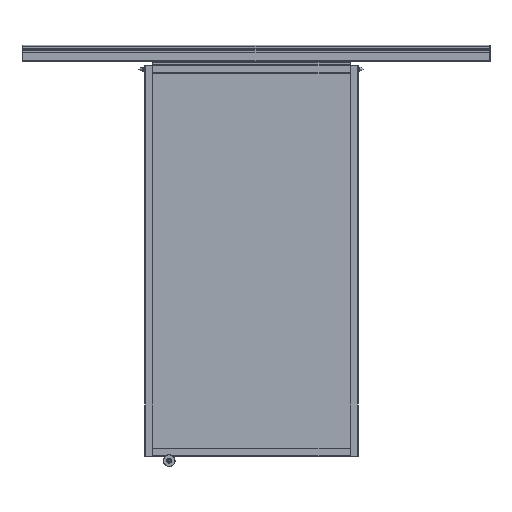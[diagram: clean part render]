
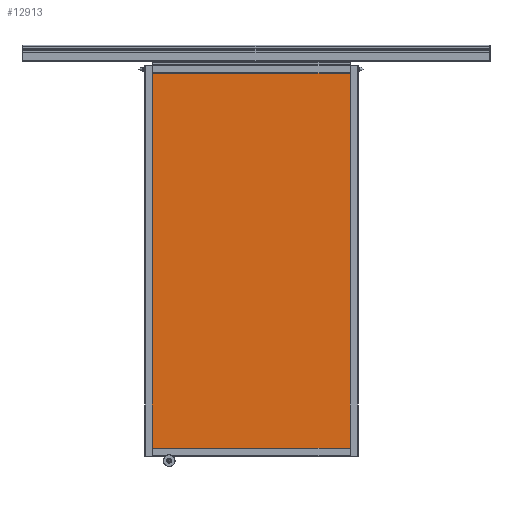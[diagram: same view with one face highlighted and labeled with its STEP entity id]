
A CAD part, front view. The second image highlights one B-rep face of the part: STEP entity #12913.
In plain terms, the highlighted planar face has unit normal (0, -1, 0).
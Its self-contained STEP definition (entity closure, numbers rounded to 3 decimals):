
#1833=FACE_OUTER_BOUND('',#2589,.T.);
#2589=EDGE_LOOP('',(#8785,#8786,#8787,#8788));
#3569=LINE('',#19523,#4585);
#3570=LINE('',#19525,#4586);
#3571=LINE('',#19527,#4587);
#3572=LINE('',#19528,#4588);
#4585=VECTOR('',#15307,1950.);
#4586=VECTOR('',#15308,1050.);
#4587=VECTOR('',#15309,1950.);
#4588=VECTOR('',#15310,1050.);
#5601=VERTEX_POINT('',#19521);
#5602=VERTEX_POINT('',#19522);
#5603=VERTEX_POINT('',#19524);
#5604=VERTEX_POINT('',#19526);
#6909=EDGE_CURVE('',#5601,#5602,#3569,.T.);
#6910=EDGE_CURVE('',#5603,#5601,#3570,.T.);
#6911=EDGE_CURVE('',#5604,#5603,#3571,.T.);
#6912=EDGE_CURVE('',#5602,#5604,#3572,.T.);
#8785=ORIENTED_EDGE('',*,*,#6909,.F.);
#8786=ORIENTED_EDGE('',*,*,#6910,.F.);
#8787=ORIENTED_EDGE('',*,*,#6911,.F.);
#8788=ORIENTED_EDGE('',*,*,#6912,.F.);
#12569=PLANE('',#13704);
#12913=ADVANCED_FACE('',(#1833),#12569,.F.);
#13704=AXIS2_PLACEMENT_3D('',#19520,#15305,#15306);
#15305=DIRECTION('center_axis',(0.,1.,0.));
#15306=DIRECTION('ref_axis',(0.,0.,1.));
#15307=DIRECTION('',(0.,0.,1.));
#15308=DIRECTION('',(-1.,0.,0.));
#15309=DIRECTION('',(0.,0.,-1.));
#15310=DIRECTION('',(1.,0.,0.));
#19520=CARTESIAN_POINT('Origin',(0.,-2.,0.));
#19521=CARTESIAN_POINT('',(-525.,-2.,-975.));
#19522=CARTESIAN_POINT('',(-525.,-2.,975.));
#19523=CARTESIAN_POINT('',(-525.,-2.,-975.));
#19524=CARTESIAN_POINT('',(525.,-2.,-975.));
#19525=CARTESIAN_POINT('',(525.,-2.,-975.));
#19526=CARTESIAN_POINT('',(525.,-2.,975.));
#19527=CARTESIAN_POINT('',(525.,-2.,975.));
#19528=CARTESIAN_POINT('',(-525.,-2.,975.));
